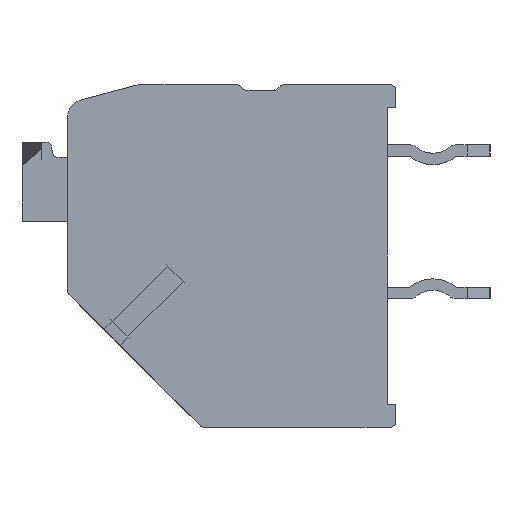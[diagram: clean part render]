
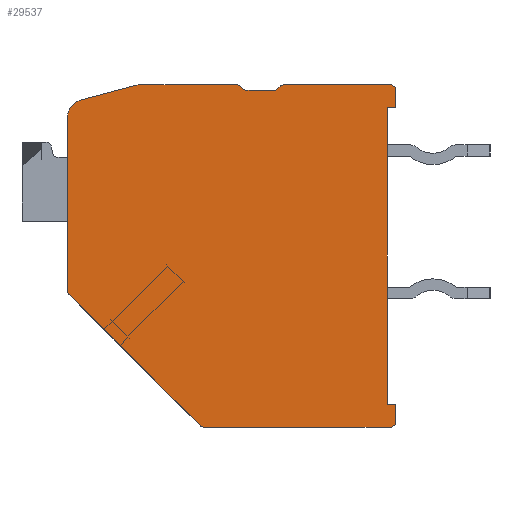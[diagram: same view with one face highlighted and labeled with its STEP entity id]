
A CAD part, left-side view. The second image highlights one B-rep face of the part: STEP entity #29537.
In plain terms, the highlighted planar face has unit normal (-1, 0, 0).
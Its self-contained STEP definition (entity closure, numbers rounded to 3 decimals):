
#9584=CARTESIAN_POINT('',(-84.,5.15,4.883));
#9585=DIRECTION('',(1.,0.,0.));
#9586=DIRECTION('',(0.,1.,0.));
#9587=AXIS2_PLACEMENT_3D('',#9584,#9585,#9586);
#9589=DIRECTION('',(0.,-0.966,0.259));
#9590=VECTOR('',#9589,1.997);
#9591=CARTESIAN_POINT('',(-84.,5.305,5.463));
#9592=LINE('',#9591,#9590);
#9593=CARTESIAN_POINT('',(-84.,3.221,5.4));
#9594=DIRECTION('',(1.,0.,0.));
#9595=DIRECTION('',(0.,0.259,0.966));
#9596=AXIS2_PLACEMENT_3D('',#9593,#9594,#9595);
#9598=DIRECTION('',(0.,-1.,0.));
#9599=VECTOR('',#9598,3.388);
#9600=CARTESIAN_POINT('',(-84.,3.221,6.));
#9601=LINE('',#9600,#9599);
#9602=CARTESIAN_POINT('',(-84.,-0.167,5.8));
#9603=DIRECTION('',(1.,0.,0.));
#9604=DIRECTION('',(0.,0.,1.));
#9605=AXIS2_PLACEMENT_3D('',#9602,#9603,#9604);
#9607=DIRECTION('',(0.,-0.707,-0.707));
#9608=VECTOR('',#9607,0.117);
#9609=CARTESIAN_POINT('',(-84.,-0.309,5.941));
#9610=LINE('',#9609,#9608);
#9611=CARTESIAN_POINT('',(-84.,-0.533,6.));
#9612=DIRECTION('',(-1.,0.,0.));
#9613=DIRECTION('',(0.,0.707,-0.707));
#9614=AXIS2_PLACEMENT_3D('',#9611,#9612,#9613);
#9616=DIRECTION('',(0.,-1.,0.));
#9617=VECTOR('',#9616,0.934);
#9618=CARTESIAN_POINT('',(-84.,-0.533,5.8));
#9619=LINE('',#9618,#9617);
#9620=CARTESIAN_POINT('',(-84.,-1.467,6.));
#9621=DIRECTION('',(-1.,0.,0.));
#9622=DIRECTION('',(0.,0.,-1.));
#9623=AXIS2_PLACEMENT_3D('',#9620,#9621,#9622);
#9625=DIRECTION('',(0.,-0.707,0.707));
#9626=VECTOR('',#9625,0.117);
#9627=CARTESIAN_POINT('',(-84.,-1.609,5.859));
#9628=LINE('',#9627,#9626);
#9629=CARTESIAN_POINT('',(-84.,-1.833,5.8));
#9630=DIRECTION('',(1.,0.,0.));
#9631=DIRECTION('',(0.,0.707,0.707));
#9632=AXIS2_PLACEMENT_3D('',#9629,#9630,#9631);
#9634=DIRECTION('',(0.,-1.,0.));
#9635=VECTOR('',#9634,3.717);
#9636=CARTESIAN_POINT('',(-84.,-1.833,6.));
#9637=LINE('',#9636,#9635);
#9638=CARTESIAN_POINT('',(-84.,-5.55,5.8));
#9639=DIRECTION('',(1.,0.,0.));
#9640=DIRECTION('',(0.,0.,1.));
#9641=AXIS2_PLACEMENT_3D('',#9638,#9639,#9640);
#9643=DIRECTION('',(0.,0.,-1.));
#9644=VECTOR('',#9643,0.6);
#9645=CARTESIAN_POINT('',(-84.,-5.75,5.8));
#9646=LINE('',#9645,#9644);
#9647=DIRECTION('',(0.,1.,0.));
#9648=VECTOR('',#9647,0.3);
#9649=CARTESIAN_POINT('',(-84.,-5.75,5.2));
#9650=LINE('',#9649,#9648);
#9651=DIRECTION('',(0.,0.,-1.));
#9652=VECTOR('',#9651,10.4);
#9653=CARTESIAN_POINT('',(-84.,-5.45,5.2));
#9654=LINE('',#9653,#9652);
#9655=DIRECTION('',(0.,-1.,0.));
#9656=VECTOR('',#9655,0.3);
#9657=CARTESIAN_POINT('',(-84.,-5.45,-5.2));
#9658=LINE('',#9657,#9656);
#9659=DIRECTION('',(0.,0.,-1.));
#9660=VECTOR('',#9659,0.6);
#9661=CARTESIAN_POINT('',(-84.,-5.75,-5.2));
#9662=LINE('',#9661,#9660);
#9663=CARTESIAN_POINT('',(-84.,-5.55,-5.8));
#9664=DIRECTION('',(1.,0.,0.));
#9665=DIRECTION('',(0.,-1.,0.));
#9666=AXIS2_PLACEMENT_3D('',#9663,#9664,#9665);
#9668=DIRECTION('',(0.,1.,0.));
#9669=VECTOR('',#9668,6.515);
#9670=CARTESIAN_POINT('',(-84.,-5.55,-6.));
#9671=LINE('',#9670,#9669);
#9672=CARTESIAN_POINT('',(-84.,0.965,-5.8));
#9673=DIRECTION('',(1.,0.,0.));
#9674=DIRECTION('',(0.,0.,-1.));
#9675=AXIS2_PLACEMENT_3D('',#9672,#9673,#9674);
#9677=DIRECTION('',(0.,0.707,0.707));
#9678=VECTOR('',#9677,6.484);
#9679=CARTESIAN_POINT('',(-84.,1.107,-5.941));
#9680=LINE('',#9679,#9678);
#9681=CARTESIAN_POINT('',(-84.,5.55,-1.215));
#9682=DIRECTION('',(1.,0.,0.));
#9683=DIRECTION('',(0.,0.707,-0.707));
#9684=AXIS2_PLACEMENT_3D('',#9681,#9682,#9683);
#9686=DIRECTION('',(0.,0.,1.));
#9687=VECTOR('',#9686,6.098);
#9688=CARTESIAN_POINT('',(-84.,5.75,-1.215));
#9689=LINE('',#9688,#9687);
#13138=CARTESIAN_POINT('',(-84.,5.75,4.883));
#13139=CARTESIAN_POINT('',(-84.,5.305,5.463));
#13140=VERTEX_POINT('',#13138);
#13141=VERTEX_POINT('',#13139);
#13142=CARTESIAN_POINT('',(-84.,3.376,5.98));
#13143=VERTEX_POINT('',#13142);
#13144=CARTESIAN_POINT('',(-84.,3.221,6.));
#13145=VERTEX_POINT('',#13144);
#13146=CARTESIAN_POINT('',(-84.,-0.167,6.));
#13147=VERTEX_POINT('',#13146);
#13148=CARTESIAN_POINT('',(-84.,-0.309,5.941));
#13149=VERTEX_POINT('',#13148);
#13150=CARTESIAN_POINT('',(-84.,-0.391,5.859));
#13151=VERTEX_POINT('',#13150);
#13152=CARTESIAN_POINT('',(-84.,-0.533,5.8));
#13153=VERTEX_POINT('',#13152);
#13154=CARTESIAN_POINT('',(-84.,-1.467,5.8));
#13155=VERTEX_POINT('',#13154);
#13156=CARTESIAN_POINT('',(-84.,-1.609,5.859));
#13157=VERTEX_POINT('',#13156);
#13158=CARTESIAN_POINT('',(-84.,-1.691,5.941));
#13159=VERTEX_POINT('',#13158);
#13160=CARTESIAN_POINT('',(-84.,-1.833,6.));
#13161=VERTEX_POINT('',#13160);
#13162=CARTESIAN_POINT('',(-84.,-5.55,6.));
#13163=VERTEX_POINT('',#13162);
#13164=CARTESIAN_POINT('',(-84.,-5.75,5.8));
#13165=VERTEX_POINT('',#13164);
#13166=CARTESIAN_POINT('',(-84.,-5.75,5.2));
#13167=VERTEX_POINT('',#13166);
#13168=CARTESIAN_POINT('',(-84.,-5.45,5.2));
#13169=VERTEX_POINT('',#13168);
#13170=CARTESIAN_POINT('',(-84.,-5.45,-5.2));
#13171=VERTEX_POINT('',#13170);
#13172=CARTESIAN_POINT('',(-84.,-5.75,-5.2));
#13173=VERTEX_POINT('',#13172);
#13174=CARTESIAN_POINT('',(-84.,-5.75,-5.8));
#13175=VERTEX_POINT('',#13174);
#13176=CARTESIAN_POINT('',(-84.,-5.55,-6.));
#13177=VERTEX_POINT('',#13176);
#13178=CARTESIAN_POINT('',(-84.,0.965,-6.));
#13179=VERTEX_POINT('',#13178);
#13180=CARTESIAN_POINT('',(-84.,1.107,-5.941));
#13181=VERTEX_POINT('',#13180);
#13182=CARTESIAN_POINT('',(-84.,5.691,-1.357));
#13183=VERTEX_POINT('',#13182);
#13184=CARTESIAN_POINT('',(-84.,5.75,-1.215));
#13185=VERTEX_POINT('',#13184);
#29506=CARTESIAN_POINT('',(-84.,0.,0.));
#29507=DIRECTION('',(1.,0.,0.));
#29508=DIRECTION('',(0.,0.,-1.));
#29509=AXIS2_PLACEMENT_3D('',#29506,#29507,#29508);
#29510=PLANE('',#29509);
#29511=ORIENTED_EDGE('',*,*,#16830,.T.);
#29512=ORIENTED_EDGE('',*,*,#16845,.T.);
#29513=ORIENTED_EDGE('',*,*,#16859,.T.);
#29514=ORIENTED_EDGE('',*,*,#16873,.T.);
#29515=ORIENTED_EDGE('',*,*,#16887,.T.);
#29516=ORIENTED_EDGE('',*,*,#16901,.T.);
#29517=ORIENTED_EDGE('',*,*,#16915,.T.);
#29518=ORIENTED_EDGE('',*,*,#16929,.T.);
#29519=ORIENTED_EDGE('',*,*,#16943,.T.);
#29520=ORIENTED_EDGE('',*,*,#16957,.T.);
#29521=ORIENTED_EDGE('',*,*,#16971,.T.);
#29522=ORIENTED_EDGE('',*,*,#16985,.T.);
#29523=ORIENTED_EDGE('',*,*,#16999,.T.);
#29524=ORIENTED_EDGE('',*,*,#17013,.T.);
#29525=ORIENTED_EDGE('',*,*,#17027,.T.);
#29526=ORIENTED_EDGE('',*,*,#17041,.T.);
#29527=ORIENTED_EDGE('',*,*,#17295,.T.);
#29528=ORIENTED_EDGE('',*,*,#17309,.T.);
#29529=ORIENTED_EDGE('',*,*,#17323,.T.);
#29530=ORIENTED_EDGE('',*,*,#17337,.T.);
#29531=ORIENTED_EDGE('',*,*,#17351,.T.);
#29532=ORIENTED_EDGE('',*,*,#17374,.T.);
#29533=ORIENTED_EDGE('',*,*,#18245,.T.);
#29534=ORIENTED_EDGE('',*,*,#18460,.T.);
#29535=EDGE_LOOP('',(#29511,#29512,#29513,#29514,#29515,#29516,#29517,#29518,
#29519,#29520,#29521,#29522,#29523,#29524,#29525,#29526,#29527,#29528,#29529,
#29530,#29531,#29532,#29533,#29534));
#29536=FACE_OUTER_BOUND('',#29535,.F.);
#9588=CIRCLE('',#9587,0.6);
#9597=CIRCLE('',#9596,0.6);
#9606=CIRCLE('',#9605,0.2);
#9615=CIRCLE('',#9614,0.2);
#9624=CIRCLE('',#9623,0.2);
#9633=CIRCLE('',#9632,0.2);
#9642=CIRCLE('',#9641,0.2);
#9667=CIRCLE('',#9666,0.2);
#9676=CIRCLE('',#9675,0.2);
#9685=CIRCLE('',#9684,0.2);
#16830=EDGE_CURVE('',#13140,#13141,#9588,.T.);
#16845=EDGE_CURVE('',#13141,#13143,#9592,.T.);
#16859=EDGE_CURVE('',#13143,#13145,#9597,.T.);
#16873=EDGE_CURVE('',#13145,#13147,#9601,.T.);
#16887=EDGE_CURVE('',#13147,#13149,#9606,.T.);
#16901=EDGE_CURVE('',#13149,#13151,#9610,.T.);
#16915=EDGE_CURVE('',#13151,#13153,#9615,.T.);
#16929=EDGE_CURVE('',#13153,#13155,#9619,.T.);
#16943=EDGE_CURVE('',#13155,#13157,#9624,.T.);
#16957=EDGE_CURVE('',#13157,#13159,#9628,.T.);
#16971=EDGE_CURVE('',#13159,#13161,#9633,.T.);
#16985=EDGE_CURVE('',#13161,#13163,#9637,.T.);
#16999=EDGE_CURVE('',#13163,#13165,#9642,.T.);
#17013=EDGE_CURVE('',#13165,#13167,#9646,.T.);
#17027=EDGE_CURVE('',#13167,#13169,#9650,.T.);
#17041=EDGE_CURVE('',#13169,#13171,#9654,.T.);
#17295=EDGE_CURVE('',#13171,#13173,#9658,.T.);
#17309=EDGE_CURVE('',#13173,#13175,#9662,.T.);
#17323=EDGE_CURVE('',#13175,#13177,#9667,.T.);
#17337=EDGE_CURVE('',#13177,#13179,#9671,.T.);
#17351=EDGE_CURVE('',#13179,#13181,#9676,.T.);
#17374=EDGE_CURVE('',#13181,#13183,#9680,.T.);
#18245=EDGE_CURVE('',#13183,#13185,#9685,.T.);
#18460=EDGE_CURVE('',#13185,#13140,#9689,.T.);
#29537=ADVANCED_FACE('',(#29536),#29510,.F.);
